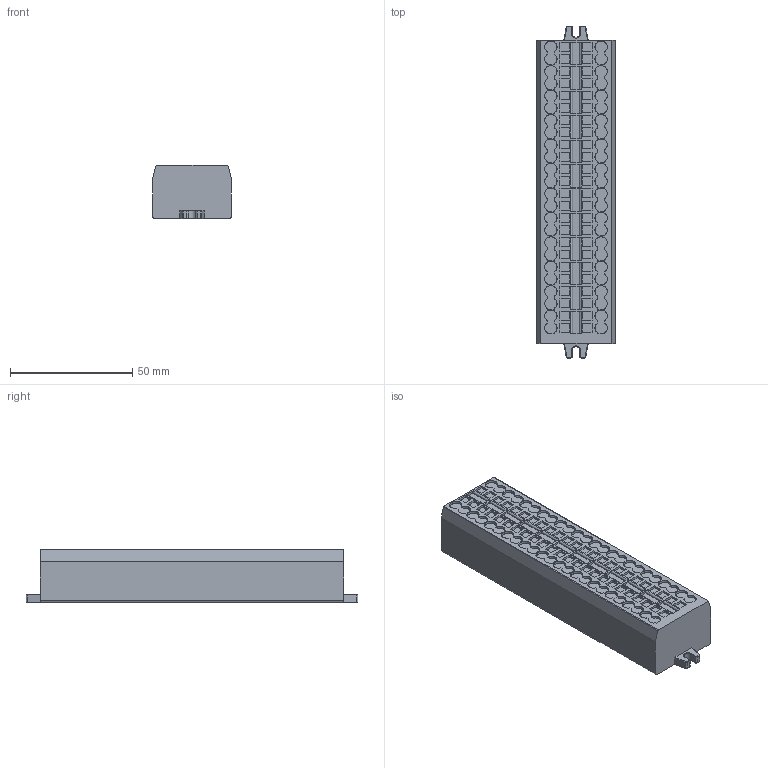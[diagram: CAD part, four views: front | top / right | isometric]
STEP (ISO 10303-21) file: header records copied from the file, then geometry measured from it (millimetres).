
FILE_DESCRIPTION(/* description */ ('Unknown'),/* implementation_level */ '2;1');
FILE_NAME(/* name */ 'SQTP2.5P4-12W_SOLID',/* time_stamp */ '2024-08-08T12:24:53+06:00',/* author */ ('Unknown'),/* organization */ ('Unknown'),/* preprocessor_version */ 'ST-DEVELOPER v16.7',/* originating_system */ 'Solid Edge',/* authorisation */ 'Unknown');
FILE_SCHEMA (('AUTOMOTIVE_DESIGN {1 0 10303 214 3 1 1}'));
Length unit declared in the file: millimetre
Products named in the file (1): SQTP2.5P4-12W_SOLID
Bounding box: 32.05 x 135.8 x 22 mm (x, y, z)
Volume: 84901.8 mm3; surface area: 16174.5 mm2
Topology: 1 solids, 1 shells, 668 faces, 1706 edges, 1124 vertices
Faces by surface type: plane 490, cone 96, cylinder 62, torus 20
Entity records: 27051 total; most frequent: CARTESIAN_POINT 6091, ORIENTED_EDGE 3412, DIRECTION 3236, EDGE_CURVE 1706, LINE 1226, VECTOR 1226, VERTEX_POINT 1124, AXIS2_PLACEMENT_3D 1005
